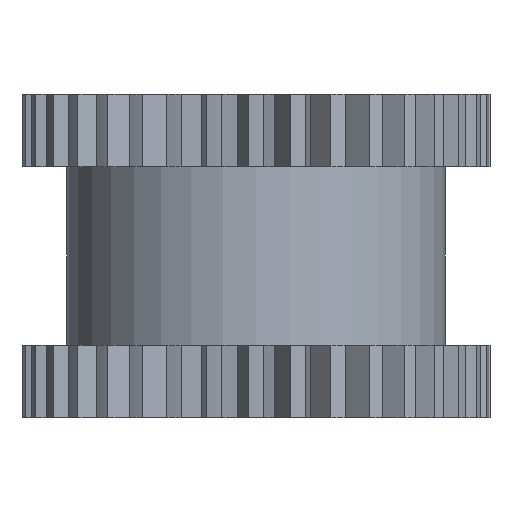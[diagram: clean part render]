
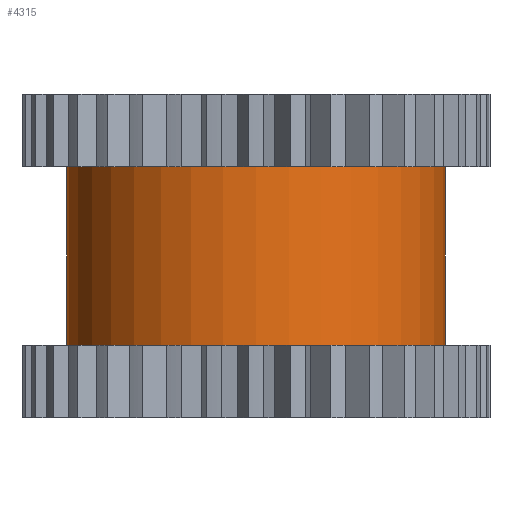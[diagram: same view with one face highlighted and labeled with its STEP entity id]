
A CAD part, front view. The second image highlights one B-rep face of the part: STEP entity #4315.
In plain terms, the highlighted cylindrical face has radius 1.7 mm (diameter 3.4 mm), a partial arc.
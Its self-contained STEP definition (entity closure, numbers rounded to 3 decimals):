
#956=CARTESIAN_POINT('',(0.,0.,0.8));
#957=DIRECTION('',(0.,0.,-1.));
#958=DIRECTION('',(1.,0.,0.));
#959=AXIS2_PLACEMENT_3D('',#956,#957,#958);
#966=DIRECTION('',(0.,0.,-1.));
#967=VECTOR('',#966,1.6);
#968=CARTESIAN_POINT('',(1.7,0.,0.8));
#969=LINE('',#968,#967);
#970=DIRECTION('',(0.,0.,-1.));
#971=VECTOR('',#970,1.6);
#972=CARTESIAN_POINT('',(-1.7,0.,0.8));
#973=LINE('',#972,#971);
#974=CARTESIAN_POINT('',(0.,0.,-0.8));
#975=DIRECTION('',(0.,0.,-1.));
#976=DIRECTION('',(1.,0.,0.));
#977=AXIS2_PLACEMENT_3D('',#974,#975,#976);
#3146=CARTESIAN_POINT('',(1.7,0.,0.8));
#3147=CARTESIAN_POINT('',(-1.7,0.,0.8));
#3148=VERTEX_POINT('',#3146);
#3149=VERTEX_POINT('',#3147);
#3150=CARTESIAN_POINT('',(1.7,0.,-0.8));
#3151=CARTESIAN_POINT('',(-1.7,0.,-0.8));
#3152=VERTEX_POINT('',#3150);
#3153=VERTEX_POINT('',#3151);
#4301=CARTESIAN_POINT('',(0.,0.,0.8));
#4302=DIRECTION('',(0.,0.,1.));
#4303=DIRECTION('',(1.,0.,0.));
#4304=AXIS2_PLACEMENT_3D('',#4301,#4302,#4303);
#4305=CYLINDRICAL_SURFACE('',#4304,1.7);
#4306=ORIENTED_EDGE('',*,*,#4294,.F.);
#4308=ORIENTED_EDGE('',*,*,#4307,.T.);
#4310=ORIENTED_EDGE('',*,*,#4309,.T.);
#4312=ORIENTED_EDGE('',*,*,#4311,.F.);
#4313=EDGE_LOOP('',(#4306,#4308,#4310,#4312));
#4314=FACE_OUTER_BOUND('',#4313,.F.);
#4315=ADVANCED_FACE('',(#4314),#4305,.T.);
#960=CIRCLE('',#959,1.7);
#978=CIRCLE('',#977,1.7);
#4294=EDGE_CURVE('',#3148,#3149,#960,.T.);
#4307=EDGE_CURVE('',#3148,#3152,#969,.T.);
#4309=EDGE_CURVE('',#3152,#3153,#978,.T.);
#4311=EDGE_CURVE('',#3149,#3153,#973,.T.);
